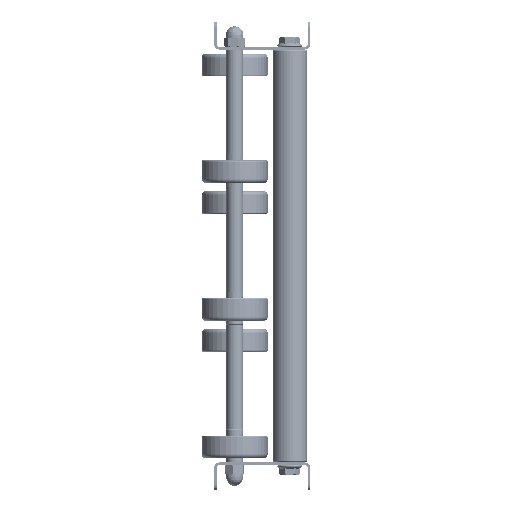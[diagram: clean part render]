
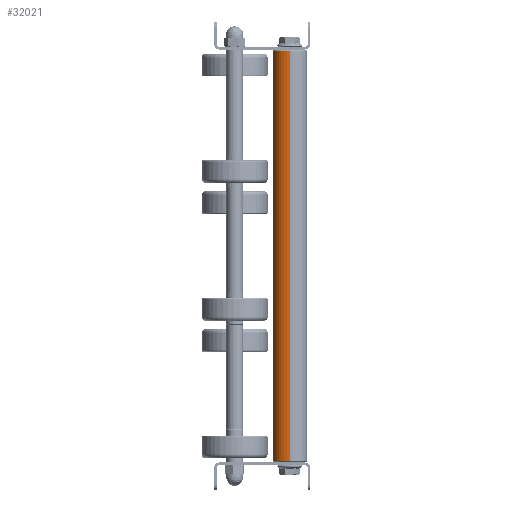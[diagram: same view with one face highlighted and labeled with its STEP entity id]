
A CAD part, left-side view. The second image highlights one B-rep face of the part: STEP entity #32021.
In plain terms, the highlighted cylindrical face has radius 12.5 mm (diameter 25 mm), a partial arc.
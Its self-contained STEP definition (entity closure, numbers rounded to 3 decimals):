
#367 = ORIENTED_EDGE ( 'NONE', *, *, #8143, .F. ) ;
#1924 = ORIENTED_EDGE ( 'NONE', *, *, #20435, .T. ) ;
#1991 = CARTESIAN_POINT ( 'NONE',  ( 300., 0., 0. ) ) ;
#5937 = CARTESIAN_POINT ( 'NONE',  ( 1., 0., 0. ) ) ;
#6099 = DIRECTION ( 'NONE',  ( 1., 0., 0. ) ) ;
#6488 = CARTESIAN_POINT ( 'NONE',  ( 299., 0., 12.5 ) ) ;
#7395 = DIRECTION ( 'NONE',  ( 0., 0., -1. ) ) ;
#8143 = EDGE_CURVE ( 'NONE', #8435, #20475, #29832, .T. ) ;
#8208 = CARTESIAN_POINT ( 'NONE',  ( 1., 0., 12.5 ) ) ;
#8435 = VERTEX_POINT ( 'NONE', #6488 ) ;
#11127 = AXIS2_PLACEMENT_3D ( 'NONE', #5937, #6099, #15808 ) ;
#12021 = EDGE_CURVE ( 'NONE', #13189, #17456, #22454, .T. ) ;
#12260 = DIRECTION ( 'NONE',  ( -1., 0., 0. ) ) ;
#13189 = VERTEX_POINT ( 'NONE', #19888 ) ;
#14175 = CIRCLE ( 'NONE', #18278, 12.5 ) ;
#14598 = CYLINDRICAL_SURFACE ( 'NONE', #29171, 12.5 ) ;
#14927 = DIRECTION ( 'NONE',  ( -1., 0., 0. ) ) ;
#15036 = ORIENTED_EDGE ( 'NONE', *, *, #19506, .T. ) ;
#15504 = CARTESIAN_POINT ( 'NONE',  ( 300., 0., -12.5 ) ) ;
#15808 = DIRECTION ( 'NONE',  ( 0., 0., -1. ) ) ;
#17456 = VERTEX_POINT ( 'NONE', #22437 ) ;
#17608 = DIRECTION ( 'NONE',  ( -1., 0., 0. ) ) ;
#17817 = CARTESIAN_POINT ( 'NONE',  ( 300., 0., 12.5 ) ) ;
#17981 = DIRECTION ( 'NONE',  ( -1., 0., 0. ) ) ;
#18278 = AXIS2_PLACEMENT_3D ( 'NONE', #24249, #12260, #7395 ) ;
#19506 = EDGE_CURVE ( 'NONE', #8435, #13189, #14175, .T. ) ;
#19888 = CARTESIAN_POINT ( 'NONE',  ( 299., 0., -12.5 ) ) ;
#20435 = EDGE_CURVE ( 'NONE', #17456, #20475, #20938, .T. ) ;
#20475 = VERTEX_POINT ( 'NONE', #8208 ) ;
#20938 = CIRCLE ( 'NONE', #11127, 12.5 ) ;
#21877 = FACE_OUTER_BOUND ( 'NONE', #22902, .T. ) ;
#22437 = CARTESIAN_POINT ( 'NONE',  ( 1., 0., -12.5 ) ) ;
#22454 = LINE ( 'NONE', #15504, #25348 ) ;
#22902 = EDGE_LOOP ( 'NONE', ( #15036, #28530, #1924, #367 ) ) ;
#24249 = CARTESIAN_POINT ( 'NONE',  ( 299., 0., 0. ) ) ;
#24981 = VECTOR ( 'NONE', #17981, 1000. ) ;
#25348 = VECTOR ( 'NONE', #17608, 1000. ) ;
#28530 = ORIENTED_EDGE ( 'NONE', *, *, #12021, .T. ) ;
#29171 = AXIS2_PLACEMENT_3D ( 'NONE', #1991, #14927, #29520 ) ;
#29520 = DIRECTION ( 'NONE',  ( 0., 0., 1. ) ) ;
#29832 = LINE ( 'NONE', #17817, #24981 ) ;
#32021 = ADVANCED_FACE ( 'NONE', ( #21877 ), #14598, .T. ) ;
